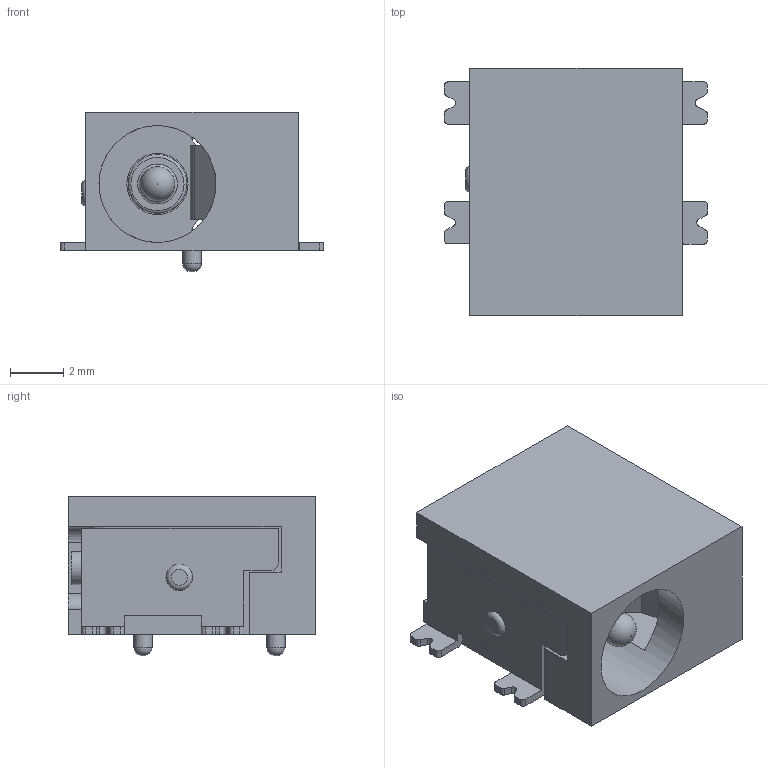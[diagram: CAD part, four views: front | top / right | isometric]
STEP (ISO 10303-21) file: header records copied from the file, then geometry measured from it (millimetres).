
FILE_DESCRIPTION(/* description */ ('Unknown'),/* implementation_level */ '2;1');
FILE_NAME(/* name */ '694103107102',/* time_stamp */ '2024-12-13T14:52:43+01:00',/* author */ ('Unknown'),/* organization */ ('Unknown'),/* preprocessor_version */ 'ST-DEVELOPER v19.4',/* originating_system */ 'Solid Edge',/* authorisation */ 'Unknown');
FILE_SCHEMA (('AUTOMOTIVE_DESIGN {1 0 10303 214 3 1 1}'));
Length unit declared in the file: millimetre
Products named in the file (6): 6941xx107102; 694108301002_PinContact; 6941xx107102_Lame; 6941xx107102_PinBis; 6941xx107102_Pin
Assembly tree (5 placements, depth 2):
  6941xx107102
    6941xx107102
    694108301002_PinContact
    6941xx107102_Lame
    6941xx107102_PinBis
    6941xx107102_Pin
Bounding box: 9.9 x 9.3 x 6 mm (x, y, z)
Volume: 219.9 mm3; surface area: 786.2 mm2
Topology: 5 solids, 5 shells, 209 faces, 571 edges, 378 vertices
Faces by surface type: plane 138, cylinder 62, torus 8, cone 1
Full cylindrical faces by diameter (mm): 0.7 x2, 0.8 x1, 1 x1, 1.25 x1, 1.3 x3, 2.2 x1, 2.3 x1, 4.4 x1
Entity records: 6597 total; most frequent: CARTESIAN_POINT 1135, DIRECTION 1105, ORIENTED_EDGE 1086, EDGE_CURVE 543, LINE 407, VECTOR 407, VERTEX_POINT 371, AXIS2_PLACEMENT_3D 349
